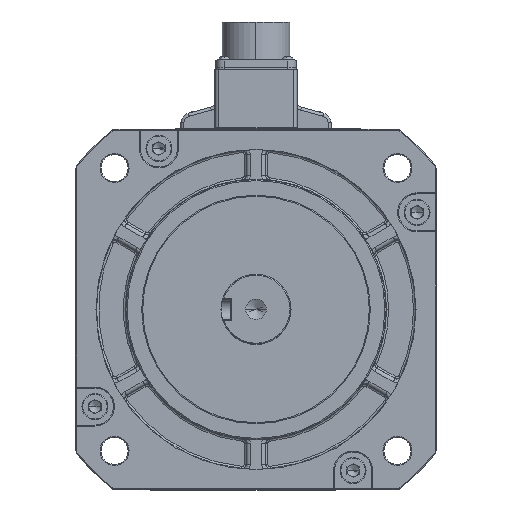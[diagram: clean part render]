
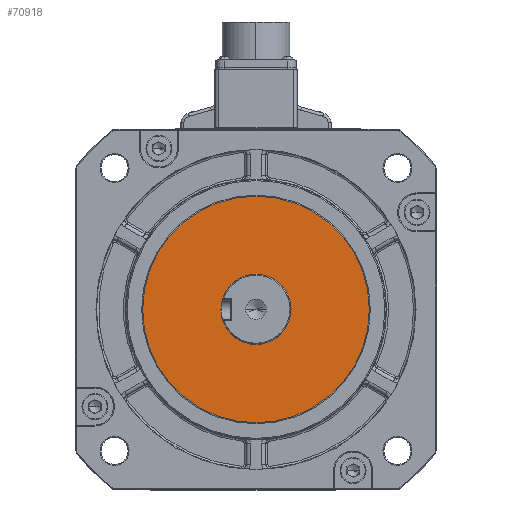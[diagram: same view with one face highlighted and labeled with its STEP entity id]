
A CAD part, top view. The second image highlights one B-rep face of the part: STEP entity #70918.
In plain terms, the highlighted planar face has unit normal (0, 0, 1).
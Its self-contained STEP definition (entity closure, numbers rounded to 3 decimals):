
#2202 = AXIS2_PLACEMENT_3D ( 'NONE', #77412, #100543, #85148 ) ;
#8081 = EDGE_CURVE ( 'NONE', #87234, #29567, #92545, .T. ) ;
#9434 = PLANE ( 'NONE',  #45543 ) ;
#11903 = FACE_BOUND ( 'NONE', #71149, .T. ) ;
#12395 = CARTESIAN_POINT ( 'NONE',  ( -56.65, 0., 70.2 ) ) ;
#12690 = AXIS2_PLACEMENT_3D ( 'NONE', #17333, #57341, #95897 ) ;
#14079 = DIRECTION ( 'NONE',  ( 0., 0., 1. ) ) ;
#17333 = CARTESIAN_POINT ( 'NONE',  ( 0., 0., 70.2 ) ) ;
#20265 = CARTESIAN_POINT ( 'NONE',  ( 0., 17.471, 70.2 ) ) ;
#20470 = ORIENTED_EDGE ( 'NONE', *, *, #21847, .T. ) ;
#21847 = EDGE_CURVE ( 'NONE', #77026, #90948, #95571, .T. ) ;
#23145 = DIRECTION ( 'NONE',  ( 1., 0., 0. ) ) ;
#27412 = EDGE_CURVE ( 'NONE', #29567, #87234, #32450, .T. ) ;
#29516 = ORIENTED_EDGE ( 'NONE', *, *, #76579, .T. ) ;
#29567 = VERTEX_POINT ( 'NONE', #12395 ) ;
#32450 = CIRCLE ( 'NONE', #42994, 56.65 ) ;
#38286 = DIRECTION ( 'NONE',  ( 1., 0., 0. ) ) ;
#41343 = CARTESIAN_POINT ( 'NONE',  ( 52.5, 0., 70.2 ) ) ;
#42994 = AXIS2_PLACEMENT_3D ( 'NONE', #86340, #14079, #38286 ) ;
#45543 = AXIS2_PLACEMENT_3D ( 'NONE', #41343, #96376, #65922 ) ;
#45659 = CARTESIAN_POINT ( 'NONE',  ( 0., 0., 70.2 ) ) ;
#46978 = ORIENTED_EDGE ( 'NONE', *, *, #8081, .T. ) ;
#57341 = DIRECTION ( 'NONE',  ( 0., 0., -1. ) ) ;
#63149 = ORIENTED_EDGE ( 'NONE', *, *, #27412, .T. ) ;
#65922 = DIRECTION ( 'NONE',  ( 1., 0., 0. ) ) ;
#69011 = CARTESIAN_POINT ( 'NONE',  ( 0., -17.471, 70.2 ) ) ;
#70918 = ADVANCED_FACE ( 'NONE', ( #11903, #94696 ), #9434, .T. ) ;
#71149 = EDGE_LOOP ( 'NONE', ( #29516, #20470 ) ) ;
#74512 = AXIS2_PLACEMENT_3D ( 'NONE', #45659, #86653, #23145 ) ;
#76579 = EDGE_CURVE ( 'NONE', #90948, #77026, #84827, .T. ) ;
#77026 = VERTEX_POINT ( 'NONE', #69011 ) ;
#77412 = CARTESIAN_POINT ( 'NONE',  ( 0., 0., 70.2 ) ) ;
#84815 = EDGE_LOOP ( 'NONE', ( #63149, #46978 ) ) ;
#84827 = CIRCLE ( 'NONE', #2202, 17.471 ) ;
#85148 = DIRECTION ( 'NONE',  ( 0., 1., 0. ) ) ;
#86340 = CARTESIAN_POINT ( 'NONE',  ( 0., 0., 70.2 ) ) ;
#86653 = DIRECTION ( 'NONE',  ( 0., 0., 1. ) ) ;
#87234 = VERTEX_POINT ( 'NONE', #93486 ) ;
#90948 = VERTEX_POINT ( 'NONE', #20265 ) ;
#92545 = CIRCLE ( 'NONE', #74512, 56.65 ) ;
#93486 = CARTESIAN_POINT ( 'NONE',  ( 56.65, 0., 70.2 ) ) ;
#94696 = FACE_OUTER_BOUND ( 'NONE', #84815, .T. ) ;
#95571 = CIRCLE ( 'NONE', #12690, 17.471 ) ;
#95897 = DIRECTION ( 'NONE',  ( 0., 1., 0. ) ) ;
#96376 = DIRECTION ( 'NONE',  ( 0., 0., 1. ) ) ;
#100543 = DIRECTION ( 'NONE',  ( 0., 0., -1. ) ) ;
